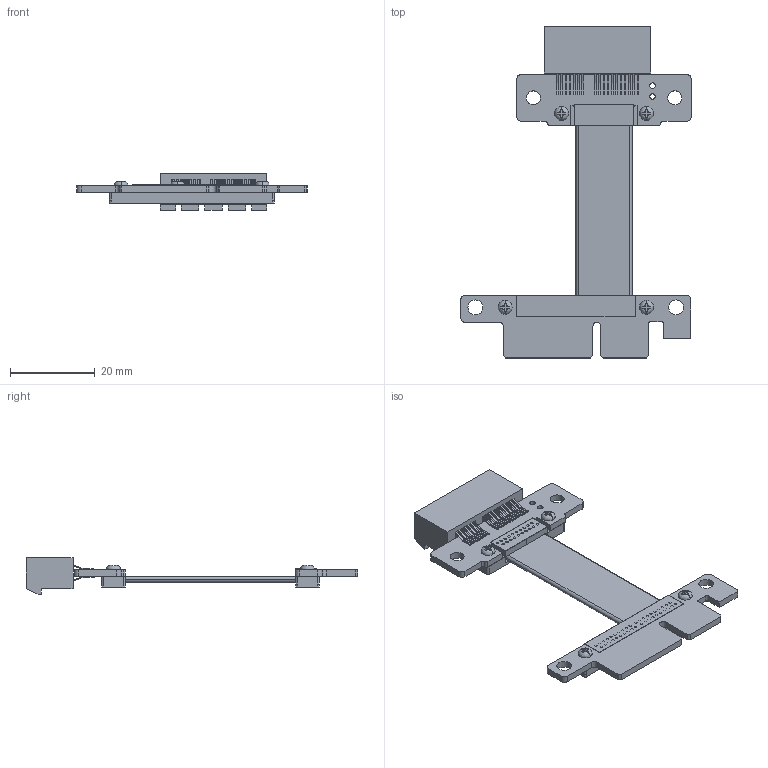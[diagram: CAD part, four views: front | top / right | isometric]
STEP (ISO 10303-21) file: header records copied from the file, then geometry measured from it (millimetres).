
FILE_DESCRIPTION(('Open CASCADE Model'),'2;1');
FILE_NAME('Open CASCADE Shape Model','2020-03-13T09:07:46',('Author'),( 'Open CASCADE'),'Open CASCADE STEP processor 6.8','Open CASCADE 6.8' ,'Unknown');
FILE_SCHEMA(('AUTOMOTIVE_DESIGN { 1 0 10303 214 1 1 1 1 }'));
Length unit declared in the file: millimetre
Products named in the file (14): PCB; Board; Open CASCADE STEP translator 6.8 1.1.1; Free-Models; Tape14x5_RGB0; G0033_RGB9411503; RP11S-PAD; Hexagon_nut_ISO_4032_(DIN_934)_-_M2_RGB9411503; PCIe_x1_標啣敕諳_PCIE-036-02-S-D-EMS2_RGB4404530; _PCIE-036-02-S-D-EMS2_body; _PCIE-036-02-S-D-EMS2_pins1; RP22S-PAD; Tape28x5_RGB0; cable20-43
Assembly tree (19 placements, depth 4):
  PCB
    Board
      Open CASCADE STEP translator 6.8 1.1.1
    Free-Models
      Tape14x5_RGB0
      G0033_RGB9411503  x4
      RP11S-PAD
      Hexagon_nut_ISO_4032_(DIN_934)_-_M2_RGB9411503  x4
      PCIe_x1_標啣敕諳_PCIE-036-02-S-D-EMS2_RGB4404530
        _PCIE-036-02-S-D-EMS2_body
        _PCIE-036-02-S-D-EMS2_pins1
      RP22S-PAD
      Tape28x5_RGB0
      cable20-43
Bounding box: 54.25 x 78.19 x 8.7 mm (x, y, z)
Volume: 4390.8 mm3; surface area: 11324 mm2
Topology: 57 solids, 57 shells, 2252 faces, 6424 edges, 4225 vertices
Faces by surface type: plane 1338, cylinder 778, torus 80, cone 48, revolution 8
Full cylindrical faces by diameter (mm): 0.6 x60, 1.3 x2, 2.2 x7, 2.216 x1, 3.3 x2, 3.5 x2, 4.8 x4
Entity records: 85545 total; most frequent: CARTESIAN_POINT 12426, ORIENTED_EDGE 12200, DIRECTION 11993, EDGE_CURVE 6100, LINE 4383, VECTOR 4383, VERTEX_POINT 4021, AXIS2_PLACEMENT_3D 3804
